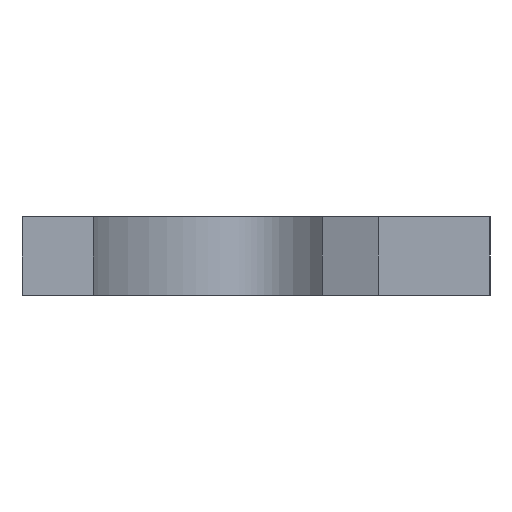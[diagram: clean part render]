
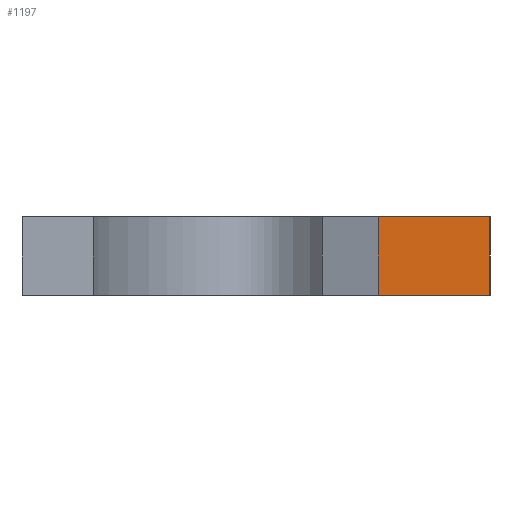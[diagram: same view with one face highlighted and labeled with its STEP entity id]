
A CAD part, left-side view. The second image highlights one B-rep face of the part: STEP entity #1197.
In plain terms, the highlighted planar face has unit normal (-1, 0, 0).
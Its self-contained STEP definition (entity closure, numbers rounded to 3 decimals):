
#54 = VECTOR ( 'NONE', #499, 1000. ) ;
#58 = EDGE_LOOP ( 'NONE', ( #1891, #1129, #1557, #1719 ) ) ;
#102 = DIRECTION ( 'NONE',  ( 0., 0., 1. ) ) ;
#145 = FACE_OUTER_BOUND ( 'NONE', #58, .T. ) ;
#219 = CARTESIAN_POINT ( 'NONE',  ( 0., 7.813, 0. ) ) ;
#423 = VERTEX_POINT ( 'NONE', #2121 ) ;
#499 = DIRECTION ( 'NONE',  ( 0., 0., 1. ) ) ;
#581 = EDGE_CURVE ( 'NONE', #423, #1764, #2158, .T. ) ;
#681 = EDGE_CURVE ( 'NONE', #953, #1126, #2448, .T. ) ;
#867 = LINE ( 'NONE', #1917, #2542 ) ;
#953 = VERTEX_POINT ( 'NONE', #1307 ) ;
#961 = CARTESIAN_POINT ( 'NONE',  ( 0., 0., -5.5 ) ) ;
#980 = CARTESIAN_POINT ( 'NONE',  ( 0., 0., -10. ) ) ;
#1108 = CARTESIAN_POINT ( 'NONE',  ( 0., 7.813, -10. ) ) ;
#1126 = VERTEX_POINT ( 'NONE', #2674 ) ;
#1129 = ORIENTED_EDGE ( 'NONE', *, *, #2702, .F. ) ;
#1197 = ADVANCED_FACE ( 'NONE', ( #145 ), #2070, .T. ) ;
#1307 = CARTESIAN_POINT ( 'NONE',  ( 0., 0., -5.5 ) ) ;
#1399 = AXIS2_PLACEMENT_3D ( 'NONE', #980, #2267, #102 ) ;
#1425 = LINE ( 'NONE', #961, #1752 ) ;
#1557 = ORIENTED_EDGE ( 'NONE', *, *, #681, .T. ) ;
#1703 = EDGE_CURVE ( 'NONE', #1764, #1126, #867, .T. ) ;
#1719 = ORIENTED_EDGE ( 'NONE', *, *, #1703, .F. ) ;
#1752 = VECTOR ( 'NONE', #2753, 1000. ) ;
#1764 = VERTEX_POINT ( 'NONE', #219 ) ;
#1891 = ORIENTED_EDGE ( 'NONE', *, *, #581, .F. ) ;
#1917 = CARTESIAN_POINT ( 'NONE',  ( 0., 0., 0. ) ) ;
#2070 = PLANE ( 'NONE',  #1399 ) ;
#2121 = CARTESIAN_POINT ( 'NONE',  ( 0., 7.813, -5.5 ) ) ;
#2158 = LINE ( 'NONE', #1108, #2663 ) ;
#2267 = DIRECTION ( 'NONE',  ( -1., 0., 0. ) ) ;
#2448 = LINE ( 'NONE', #2692, #54 ) ;
#2542 = VECTOR ( 'NONE', #2604, 1000. ) ;
#2604 = DIRECTION ( 'NONE',  ( 0., -1., 0. ) ) ;
#2663 = VECTOR ( 'NONE', #2832, 1000. ) ;
#2674 = CARTESIAN_POINT ( 'NONE',  ( 0., 0., 0. ) ) ;
#2692 = CARTESIAN_POINT ( 'NONE',  ( 0., 0., -10. ) ) ;
#2702 = EDGE_CURVE ( 'NONE', #953, #423, #1425, .T. ) ;
#2753 = DIRECTION ( 'NONE',  ( 0., 1., 0. ) ) ;
#2832 = DIRECTION ( 'NONE',  ( 0., 0., 1. ) ) ;
